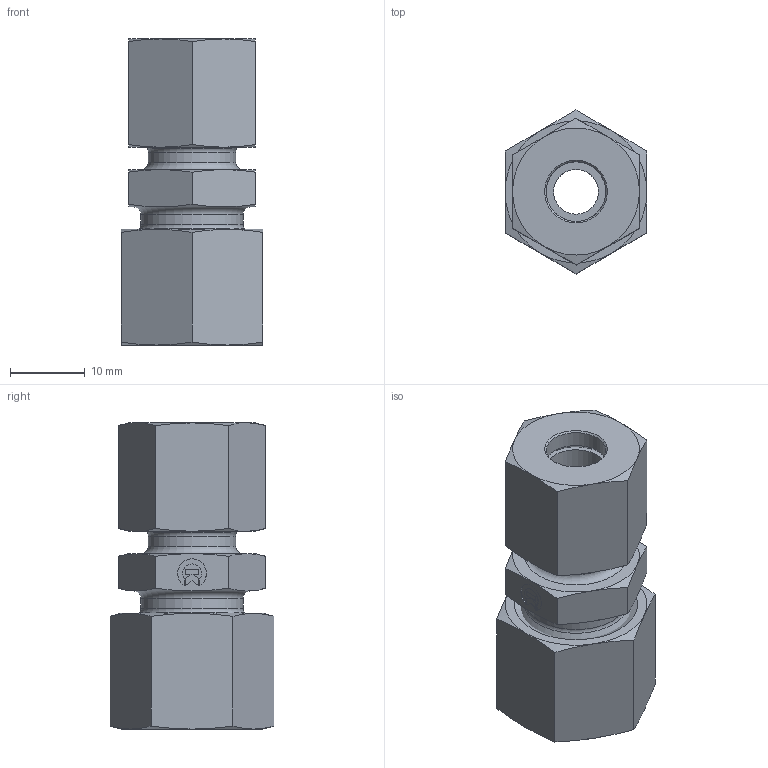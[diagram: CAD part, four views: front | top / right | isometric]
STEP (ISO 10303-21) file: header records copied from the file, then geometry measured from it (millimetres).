
FILE_DESCRIPTION((''),'2;1');
FILE_NAME('32410081614.stp','2014-08-15T16:17:59',(''),('KNOMI spol. s r. o.'),'Autodesk Inventor 2012','Autodesk Inventor 2012','');
FILE_SCHEMA(('AUTOMOTIVE_DESIGN { 1 2 10303 214 0 1 1 1 }'));
Length unit declared in the file: millimetre
Products named in the file (6): PSR2K 10/8L  M16/M14; 314 1008 1614; 3910814; 40108; 3911016; 40110
Assembly tree (5 placements, depth 2):
  PSR2K 10/8L  M16/M14
    314 1008 1614
    3910814
    40108
    3911016
    40110
Bounding box: 19.01 x 21.94 x 41 mm (x, y, z)
Volume: 8747.3 mm3; surface area: 7449 mm2
Topology: 5 solids, 5 shells, 145 faces, 335 edges, 216 vertices
Faces by surface type: plane 62, cone 56, cylinder 21, torus 6
Full cylindrical faces by diameter (mm): 6 x1, 8 x3, 10 x4, 11.7 x1, 12 x1, 12.3 x1, 12.376 x1, 13.7 x1, 14 x2, 14.376 x1, 16 x1
Entity records: 4039 total; most frequent: CARTESIAN_POINT 776, DIRECTION 618, ORIENTED_EDGE 544, EDGE_CURVE 272, AXIS2_PLACEMENT_3D 254, EDGE_LOOP 206, VERTEX_POINT 188, STYLED_ITEM 158
